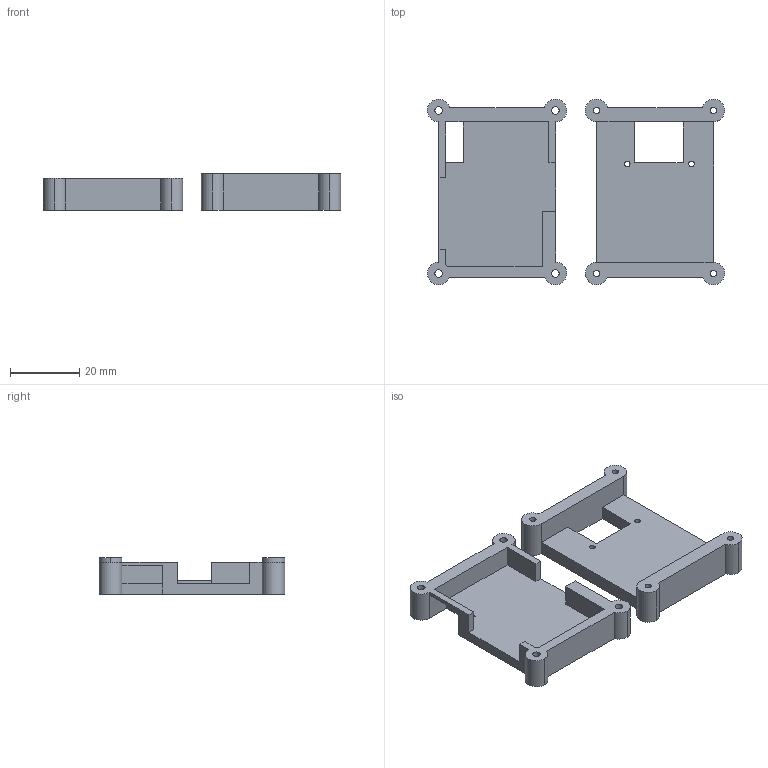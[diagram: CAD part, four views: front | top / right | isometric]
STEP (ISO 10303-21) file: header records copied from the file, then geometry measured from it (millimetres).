
FILE_DESCRIPTION(('HOOPS Exchange Step'),'2;1');
FILE_NAME('temp_export','2025-09-23T11:24:29-07:00',('cthulhu'),('Shapr3D Limited'),'HOOPS Exchange 2025.6','Shapr3D','Authorized');
FILE_SCHEMA( ('AP242_MANAGED_MODEL_BASED_3D_ENGINEERING_MIM_LF {1 0 10303 442 1 1 4}') );
Length unit declared in the file: millimetre
Products named in the file (5): Folder 56; DUMMY PB & OE; Linear Pattern 02; PB + OE + PINS; root
Assembly tree (4 placements, depth 3):
  root
    DUMMY PB & OE
      Folder 56
    PB + OE + PINS
      Linear Pattern 02
Bounding box: 85.62 x 53.44 x 10.5 mm (x, y, z)
Volume: 15951.9 mm3; surface area: 11320.9 mm2
Topology: 2 solids, 2 shells, 69 faces, 217 edges, 153 vertices
Faces by surface type: plane 40, cylinder 29
Full cylindrical faces by diameter (mm): 1.6 x2, 1.8 x4, 2.2 x4, 4 x4
Entity records: 2666 total; most frequent: DIRECTION 460, CARTESIAN_POINT 449, ORIENTED_EDGE 434, EDGE_CURVE 217, AXIS2_PLACEMENT_3D 164, VERTEX_POINT 153, VECTOR 132, LINE 132
